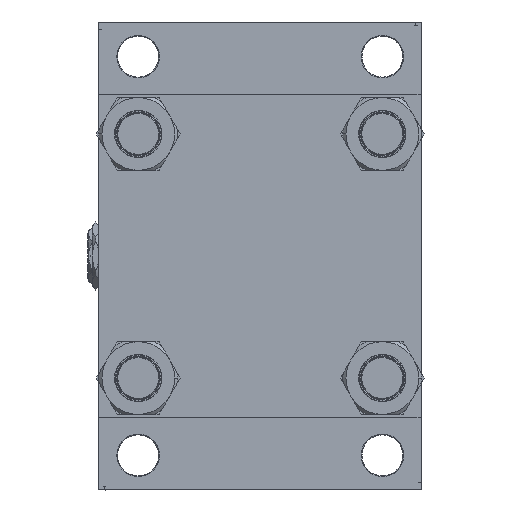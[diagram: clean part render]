
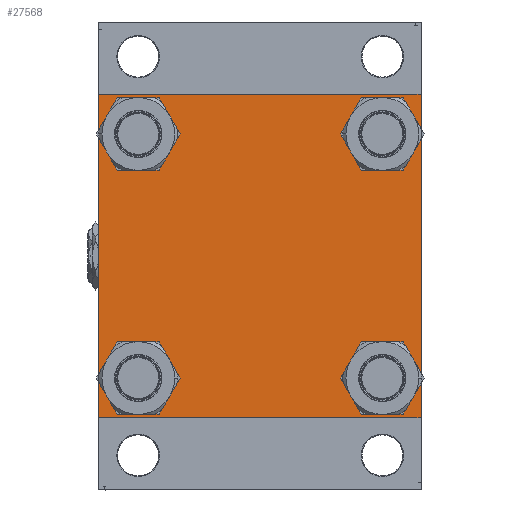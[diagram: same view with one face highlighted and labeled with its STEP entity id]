
A CAD part, left-side view. The second image highlights one B-rep face of the part: STEP entity #27568.
In plain terms, the highlighted planar face has unit normal (-1, 0, 0).
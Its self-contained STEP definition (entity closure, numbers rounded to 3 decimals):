
#37 = VERTEX_POINT ( 'NONE', #484 ) ;
#474 = DIRECTION ( 'NONE',  ( 0., 0., 1. ) ) ;
#484 = CARTESIAN_POINT ( 'NONE',  ( 0., -77.45, 91.45 ) ) ;
#511 = VECTOR ( 'NONE', #34366, 1000. ) ;
#668 = DIRECTION ( 'NONE',  ( 0., -1., 0. ) ) ;
#828 = CIRCLE ( 'NONE', #13781, 14. ) ;
#1585 = VERTEX_POINT ( 'NONE', #11776 ) ;
#1599 = EDGE_CURVE ( 'NONE', #27600, #48876, #16832, .T. ) ;
#1793 = ORIENTED_EDGE ( 'NONE', *, *, #37136, .T. ) ;
#1864 = DIRECTION ( 'NONE',  ( 0., 0., -1. ) ) ;
#1875 = VERTEX_POINT ( 'NONE', #33410 ) ;
#1991 = DIRECTION ( 'NONE',  ( -1., 0., 0. ) ) ;
#3107 = ORIENTED_EDGE ( 'NONE', *, *, #48940, .T. ) ;
#3384 = EDGE_CURVE ( 'NONE', #43115, #37, #3546, .T. ) ;
#3546 = CIRCLE ( 'NONE', #44817, 14. ) ;
#3749 = LINE ( 'NONE', #12091, #38677 ) ;
#3906 = VERTEX_POINT ( 'NONE', #7687 ) ;
#3915 = DIRECTION ( 'NONE',  ( 0., 0., 1. ) ) ;
#4820 = VECTOR ( 'NONE', #43102, 1000. ) ;
#4842 = CARTESIAN_POINT ( 'NONE',  ( 0., 102.25, -102.25 ) ) ;
#4913 = ORIENTED_EDGE ( 'NONE', *, *, #26648, .F. ) ;
#4930 = DIRECTION ( 'NONE',  ( 0., -0.707, 0.707 ) ) ;
#4979 = CARTESIAN_POINT ( 'NONE',  ( 0., 102.5, 102.5 ) ) ;
#5077 = CARTESIAN_POINT ( 'NONE',  ( 0., 102.5, -102.5 ) ) ;
#5816 = FACE_BOUND ( 'NONE', #48378, .T. ) ;
#5887 = ORIENTED_EDGE ( 'NONE', *, *, #34821, .T. ) ;
#6048 = CARTESIAN_POINT ( 'NONE',  ( 0., -77.45, -77.45 ) ) ;
#6168 = ORIENTED_EDGE ( 'NONE', *, *, #22588, .T. ) ;
#6306 = LINE ( 'NONE', #25267, #46092 ) ;
#6496 = EDGE_CURVE ( 'NONE', #24668, #3906, #19798, .T. ) ;
#6644 = EDGE_CURVE ( 'NONE', #37, #43115, #39265, .T. ) ;
#7006 = DIRECTION ( 'NONE',  ( 1., 0., 0. ) ) ;
#7687 = CARTESIAN_POINT ( 'NONE',  ( 0., 77.45, -91.45 ) ) ;
#9222 = VERTEX_POINT ( 'NONE', #18895 ) ;
#9223 = CARTESIAN_POINT ( 'NONE',  ( 0., 102.5, -102. ) ) ;
#9654 = CARTESIAN_POINT ( 'NONE',  ( 0., -102.5, 102. ) ) ;
#9695 = CIRCLE ( 'NONE', #14549, 14. ) ;
#9840 = DIRECTION ( 'NONE',  ( 0., 0., 1. ) ) ;
#10219 = VECTOR ( 'NONE', #39544, 1000. ) ;
#10337 = LINE ( 'NONE', #25768, #511 ) ;
#10552 = CARTESIAN_POINT ( 'NONE',  ( 0., -77.45, -77.45 ) ) ;
#11123 = CARTESIAN_POINT ( 'NONE',  ( 0., -102., 102.5 ) ) ;
#11441 = ORIENTED_EDGE ( 'NONE', *, *, #1599, .T. ) ;
#11776 = CARTESIAN_POINT ( 'NONE',  ( 0., -77.45, -91.45 ) ) ;
#11801 = VECTOR ( 'NONE', #668, 1000. ) ;
#11911 = ORIENTED_EDGE ( 'NONE', *, *, #3384, .T. ) ;
#11915 = VECTOR ( 'NONE', #4930, 1000. ) ;
#12091 = CARTESIAN_POINT ( 'NONE',  ( 0., -102.5, 102.5 ) ) ;
#12253 = CARTESIAN_POINT ( 'NONE',  ( 0., 77.45, -63.45 ) ) ;
#13325 = DIRECTION ( 'NONE',  ( 1., 0., 0. ) ) ;
#13781 = AXIS2_PLACEMENT_3D ( 'NONE', #10552, #7006, #45003 ) ;
#13949 = ORIENTED_EDGE ( 'NONE', *, *, #34898, .T. ) ;
#14549 = AXIS2_PLACEMENT_3D ( 'NONE', #20467, #47343, #474 ) ;
#15777 = CARTESIAN_POINT ( 'NONE',  ( 0., 77.45, 77.45 ) ) ;
#16023 = CARTESIAN_POINT ( 'NONE',  ( 0., -77.45, -63.45 ) ) ;
#16503 = CARTESIAN_POINT ( 'NONE',  ( 0., -102.5, -102. ) ) ;
#16559 = VERTEX_POINT ( 'NONE', #11123 ) ;
#16832 = LINE ( 'NONE', #48499, #17234 ) ;
#16901 = ORIENTED_EDGE ( 'NONE', *, *, #23229, .T. ) ;
#17146 = CARTESIAN_POINT ( 'NONE',  ( 0., 77.45, 91.45 ) ) ;
#17234 = VECTOR ( 'NONE', #1864, 1000. ) ;
#17829 = EDGE_LOOP ( 'NONE', ( #19309, #1793 ) ) ;
#17892 = CARTESIAN_POINT ( 'NONE',  ( 0., -77.45, 77.45 ) ) ;
#17952 = FACE_BOUND ( 'NONE', #49050, .T. ) ;
#18197 = CARTESIAN_POINT ( 'NONE',  ( 0., 102.5, 102. ) ) ;
#18258 = AXIS2_PLACEMENT_3D ( 'NONE', #22894, #45483, #3915 ) ;
#18895 = CARTESIAN_POINT ( 'NONE',  ( 0., 77.45, 63.45 ) ) ;
#18941 = DIRECTION ( 'NONE',  ( 0., 0., -1. ) ) ;
#19309 = ORIENTED_EDGE ( 'NONE', *, *, #6496, .T. ) ;
#19535 = ORIENTED_EDGE ( 'NONE', *, *, #6644, .T. ) ;
#19798 = CIRCLE ( 'NONE', #48131, 14. ) ;
#20320 = DIRECTION ( 'NONE',  ( 1., 0., 0. ) ) ;
#20467 = CARTESIAN_POINT ( 'NONE',  ( 0., 77.45, 77.45 ) ) ;
#22467 = VERTEX_POINT ( 'NONE', #23071 ) ;
#22588 = EDGE_CURVE ( 'NONE', #39279, #1875, #39037, .T. ) ;
#22695 = EDGE_LOOP ( 'NONE', ( #11441, #39405, #6168, #3107, #4913, #16901, #24497, #13949 ) ) ;
#22894 = CARTESIAN_POINT ( 'NONE',  ( 0., -77.45, 77.45 ) ) ;
#23071 = CARTESIAN_POINT ( 'NONE',  ( 0., 102., 102.5 ) ) ;
#23229 = EDGE_CURVE ( 'NONE', #35825, #16559, #10337, .T. ) ;
#23322 = CARTESIAN_POINT ( 'NONE',  ( 0., 77.45, -77.45 ) ) ;
#24497 = ORIENTED_EDGE ( 'NONE', *, *, #45944, .F. ) ;
#24668 = VERTEX_POINT ( 'NONE', #12253 ) ;
#24687 = DIRECTION ( 'NONE',  ( 0., 0., 1. ) ) ;
#24974 = DIRECTION ( 'NONE',  ( 0., 0., 1. ) ) ;
#25267 = CARTESIAN_POINT ( 'NONE',  ( 0., 102.25, 102.25 ) ) ;
#25456 = EDGE_CURVE ( 'NONE', #1585, #38768, #32120, .T. ) ;
#25540 = FACE_BOUND ( 'NONE', #34547, .T. ) ;
#25768 = CARTESIAN_POINT ( 'NONE',  ( 0., -102.25, 102.25 ) ) ;
#25801 = CARTESIAN_POINT ( 'NONE',  ( 0., 0., 0. ) ) ;
#25960 = CIRCLE ( 'NONE', #27581, 14. ) ;
#26343 = VERTEX_POINT ( 'NONE', #16503 ) ;
#26648 = EDGE_CURVE ( 'NONE', #35825, #26343, #3749, .T. ) ;
#27121 = CIRCLE ( 'NONE', #37623, 14. ) ;
#27484 = CARTESIAN_POINT ( 'NONE',  ( 0., -77.45, 63.45 ) ) ;
#27568 = ADVANCED_FACE ( 'NONE', ( #5816, #25540, #36690, #17952, #28589 ), #36453, .T. ) ;
#27581 = AXIS2_PLACEMENT_3D ( 'NONE', #23322, #45901, #42352 ) ;
#27600 = VERTEX_POINT ( 'NONE', #18197 ) ;
#27625 = LINE ( 'NONE', #4842, #4820 ) ;
#27665 = DIRECTION ( 'NONE',  ( 0., 0., 1. ) ) ;
#27707 = LINE ( 'NONE', #43939, #11915 ) ;
#28589 = FACE_OUTER_BOUND ( 'NONE', #22695, .T. ) ;
#29770 = CARTESIAN_POINT ( 'NONE',  ( 0., 77.45, -77.45 ) ) ;
#30865 = ORIENTED_EDGE ( 'NONE', *, *, #40841, .T. ) ;
#31655 = ORIENTED_EDGE ( 'NONE', *, *, #32631, .T. ) ;
#32120 = CIRCLE ( 'NONE', #33765, 14. ) ;
#32631 = EDGE_CURVE ( 'NONE', #38768, #1585, #828, .T. ) ;
#33024 = AXIS2_PLACEMENT_3D ( 'NONE', #25801, #1991, #33407 ) ;
#33407 = DIRECTION ( 'NONE',  ( 0., 0., 1. ) ) ;
#33410 = CARTESIAN_POINT ( 'NONE',  ( 0., -102., -102.5 ) ) ;
#33765 = AXIS2_PLACEMENT_3D ( 'NONE', #6048, #33906, #9840 ) ;
#33866 = EDGE_CURVE ( 'NONE', #48876, #39279, #27625, .T. ) ;
#33906 = DIRECTION ( 'NONE',  ( 1., 0., 0. ) ) ;
#34366 = DIRECTION ( 'NONE',  ( 0., 0.707, 0.707 ) ) ;
#34547 = EDGE_LOOP ( 'NONE', ( #31655, #34709 ) ) ;
#34709 = ORIENTED_EDGE ( 'NONE', *, *, #25456, .T. ) ;
#34821 = EDGE_CURVE ( 'NONE', #9222, #40601, #9695, .T. ) ;
#34898 = EDGE_CURVE ( 'NONE', #22467, #27600, #6306, .T. ) ;
#35825 = VERTEX_POINT ( 'NONE', #9654 ) ;
#36431 = DIRECTION ( 'NONE',  ( 0., 0.707, -0.707 ) ) ;
#36453 = PLANE ( 'NONE',  #33024 ) ;
#36690 = FACE_BOUND ( 'NONE', #17829, .T. ) ;
#37136 = EDGE_CURVE ( 'NONE', #3906, #24668, #25960, .T. ) ;
#37623 = AXIS2_PLACEMENT_3D ( 'NONE', #15777, #20320, #27665 ) ;
#38651 = CARTESIAN_POINT ( 'NONE',  ( 0., 102., -102.5 ) ) ;
#38677 = VECTOR ( 'NONE', #18941, 1000. ) ;
#38768 = VERTEX_POINT ( 'NONE', #16023 ) ;
#39037 = LINE ( 'NONE', #5077, #10219 ) ;
#39265 = CIRCLE ( 'NONE', #18258, 14. ) ;
#39279 = VERTEX_POINT ( 'NONE', #38651 ) ;
#39405 = ORIENTED_EDGE ( 'NONE', *, *, #33866, .T. ) ;
#39544 = DIRECTION ( 'NONE',  ( 0., -1., 0. ) ) ;
#39691 = LINE ( 'NONE', #4979, #11801 ) ;
#40601 = VERTEX_POINT ( 'NONE', #17146 ) ;
#40841 = EDGE_CURVE ( 'NONE', #40601, #9222, #27121, .T. ) ;
#42352 = DIRECTION ( 'NONE',  ( 0., 0., 1. ) ) ;
#43102 = DIRECTION ( 'NONE',  ( 0., -0.707, -0.707 ) ) ;
#43115 = VERTEX_POINT ( 'NONE', #27484 ) ;
#43939 = CARTESIAN_POINT ( 'NONE',  ( 0., -102.25, -102.25 ) ) ;
#44231 = DIRECTION ( 'NONE',  ( 1., 0., 0. ) ) ;
#44817 = AXIS2_PLACEMENT_3D ( 'NONE', #17892, #13325, #24974 ) ;
#45003 = DIRECTION ( 'NONE',  ( 0., 0., 1. ) ) ;
#45483 = DIRECTION ( 'NONE',  ( 1., 0., 0. ) ) ;
#45901 = DIRECTION ( 'NONE',  ( 1., 0., 0. ) ) ;
#45944 = EDGE_CURVE ( 'NONE', #22467, #16559, #39691, .T. ) ;
#46092 = VECTOR ( 'NONE', #36431, 1000. ) ;
#47343 = DIRECTION ( 'NONE',  ( 1., 0., 0. ) ) ;
#48131 = AXIS2_PLACEMENT_3D ( 'NONE', #29770, #44231, #24687 ) ;
#48378 = EDGE_LOOP ( 'NONE', ( #19535, #11911 ) ) ;
#48499 = CARTESIAN_POINT ( 'NONE',  ( 0., 102.5, 102.5 ) ) ;
#48876 = VERTEX_POINT ( 'NONE', #9223 ) ;
#48940 = EDGE_CURVE ( 'NONE', #1875, #26343, #27707, .T. ) ;
#49050 = EDGE_LOOP ( 'NONE', ( #30865, #5887 ) ) ;
